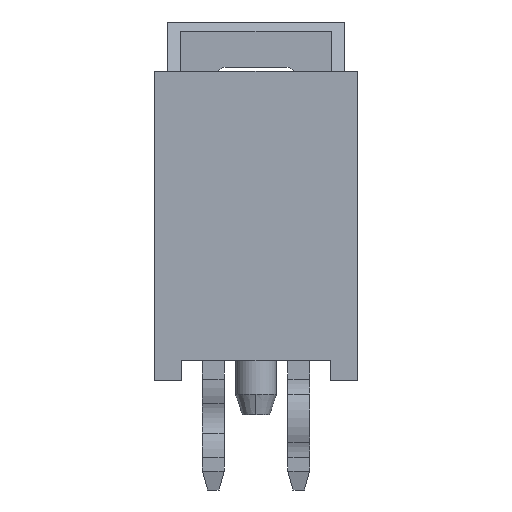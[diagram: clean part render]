
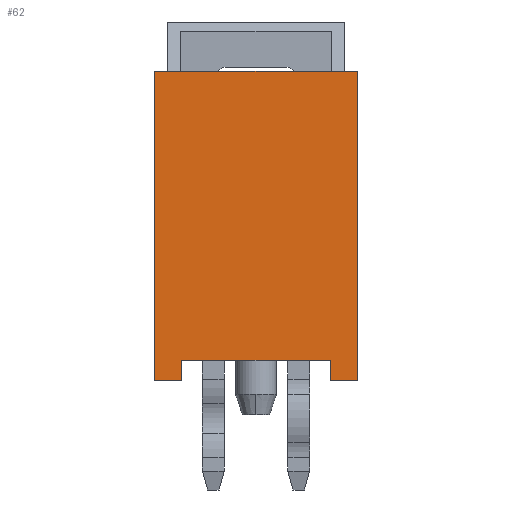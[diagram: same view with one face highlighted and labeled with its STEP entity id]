
A CAD part, front view. The second image highlights one B-rep face of the part: STEP entity #62.
In plain terms, the highlighted planar face has unit normal (0, -1, 0).
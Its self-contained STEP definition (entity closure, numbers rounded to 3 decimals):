
#62=ADVANCED_FACE('',(#188),#189,.F.);
#188=FACE_OUTER_BOUND('',#430,.T.);
#189=PLANE('',#431);
#430=EDGE_LOOP('',(#688,#689,#690,#691,#692,#693,#694,#695));
#431=AXIS2_PLACEMENT_3D('',#696,#697,#698);
#688=ORIENTED_EDGE('',*,*,#1654,.T.);
#689=ORIENTED_EDGE('',*,*,#1655,.F.);
#690=ORIENTED_EDGE('',*,*,#1656,.F.);
#691=ORIENTED_EDGE('',*,*,#1657,.F.);
#692=ORIENTED_EDGE('',*,*,#1658,.T.);
#693=ORIENTED_EDGE('',*,*,#1659,.F.);
#694=ORIENTED_EDGE('',*,*,#1660,.F.);
#695=ORIENTED_EDGE('',*,*,#1661,.F.);
#696=CARTESIAN_POINT('',(0.0,-1.74,0.0));
#697=DIRECTION('',(-0.0,1.0,0.0));
#698=DIRECTION('',(1.0,0.0,0.0));
#1654=EDGE_CURVE('',#1994,#1995,#1996,.T.);
#1655=EDGE_CURVE('',#1997,#1995,#1998,.T.);
#1656=EDGE_CURVE('',#1999,#1997,#2000,.T.);
#1657=EDGE_CURVE('',#2001,#1999,#2002,.T.);
#1658=EDGE_CURVE('',#2001,#2003,#2004,.T.);
#1659=EDGE_CURVE('',#2005,#2003,#2006,.T.);
#1660=EDGE_CURVE('',#2007,#2005,#2008,.T.);
#1661=EDGE_CURVE('',#1994,#2007,#2009,.T.);
#1994=VERTEX_POINT('',#2521);
#1995=VERTEX_POINT('',#2522);
#1996=LINE('',#2523,#2524);
#1997=VERTEX_POINT('',#2525);
#1998=LINE('',#2526,#2527);
#1999=VERTEX_POINT('',#2528);
#2000=LINE('',#2529,#2530);
#2001=VERTEX_POINT('',#2531);
#2002=LINE('',#2532,#2533);
#2003=VERTEX_POINT('',#2534);
#2004=LINE('',#2535,#2536);
#2005=VERTEX_POINT('',#2537);
#2006=LINE('',#2538,#2539);
#2007=VERTEX_POINT('',#2540);
#2008=LINE('',#2541,#2542);
#2009=LINE('',#2543,#2544);
#2521=CARTESIAN_POINT('',(2.17,-1.74,-4.23));
#2522=CARTESIAN_POINT('',(2.17,-1.74,-4.83));
#2523=CARTESIAN_POINT('',(2.17,-1.74,-4.23));
#2524=VECTOR('',#3298,0.6);
#2525=CARTESIAN_POINT('',(2.97,-1.74,-4.83));
#2526=CARTESIAN_POINT('',(2.97,-1.74,-4.83));
#2527=VECTOR('',#3299,0.8);
#2528=CARTESIAN_POINT('',(2.97,-1.74,4.23));
#2529=CARTESIAN_POINT('',(2.97,-1.74,4.23));
#2530=VECTOR('',#3300,9.06);
#2531=CARTESIAN_POINT('',(-2.97,-1.74,4.23));
#2532=CARTESIAN_POINT('',(-2.97,-1.74,4.23));
#2533=VECTOR('',#3301,5.94);
#2534=CARTESIAN_POINT('',(-2.97,-1.74,-4.83));
#2535=CARTESIAN_POINT('',(-2.97,-1.74,4.23));
#2536=VECTOR('',#3302,9.06);
#2537=CARTESIAN_POINT('',(-2.17,-1.74,-4.83));
#2538=CARTESIAN_POINT('',(-2.17,-1.74,-4.83));
#2539=VECTOR('',#3303,0.8);
#2540=CARTESIAN_POINT('',(-2.17,-1.74,-4.23));
#2541=CARTESIAN_POINT('',(-2.17,-1.74,-4.23));
#2542=VECTOR('',#3304,0.6);
#2543=CARTESIAN_POINT('',(2.17,-1.74,-4.23));
#2544=VECTOR('',#3305,4.34);
#3298=DIRECTION('',(0.0,0.0,-1.0));
#3299=DIRECTION('',(-1.0,0.0,0.0));
#3300=DIRECTION('',(0.0,0.0,-1.0));
#3301=DIRECTION('',(1.0,0.0,0.0));
#3302=DIRECTION('',(0.0,0.0,-1.0));
#3303=DIRECTION('',(-1.0,0.0,0.0));
#3304=DIRECTION('',(0.0,0.0,-1.0));
#3305=DIRECTION('',(-1.0,0.0,0.0));
